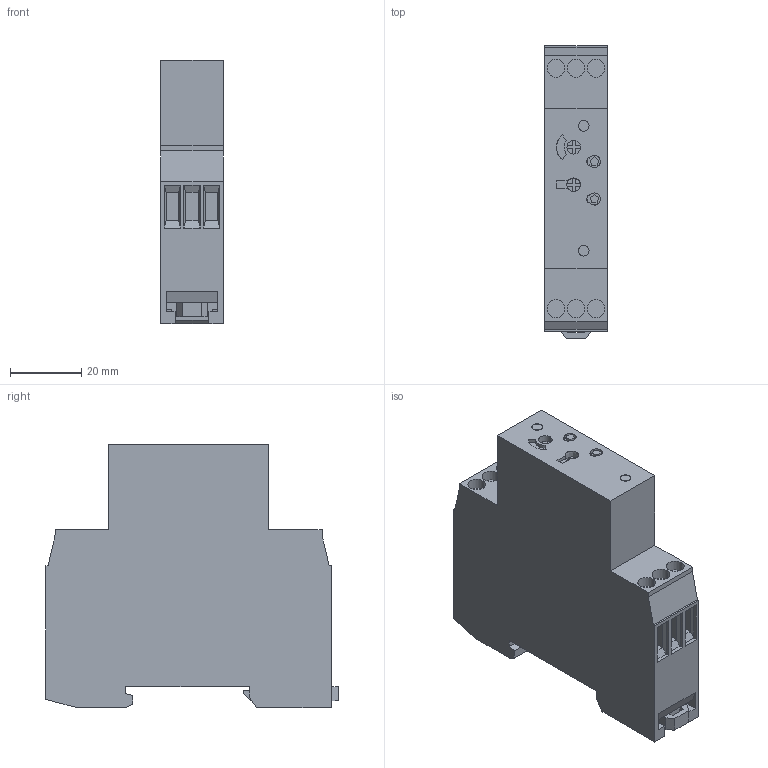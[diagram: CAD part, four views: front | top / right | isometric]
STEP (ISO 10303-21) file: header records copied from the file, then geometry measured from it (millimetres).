
FILE_DESCRIPTION(('CATIA V5R24 STEP','CAx-IF Rec.Pracs.--- Model Styling and Organization---1.2---2011-12-15'),'2;1');
FILE_NAME ('9969759_4_8647720000_S3D_TIMER_BTR-S.stp','2017-09-05T08:50:52+00:00',('none'),('Weidmueller'),'CATIA Version 5-6 Release 2014 SP4 HF52','CATIA V5 STEP AP214','none');
FILE_SCHEMA(('AUTOMOTIVE_DESIGN { 1 0 10303 214 1 1 1 1 }'));
Length unit declared in the file: millimetre
Products named in the file (1): 8647720000
Bounding box: 17.5 x 81.9 x 74 mm (x, y, z)
Volume: 81461.9 mm3; surface area: 18672.9 mm2
Topology: 9 solids, 9 shells, 267 faces, 637 edges, 409 vertices
Faces by surface type: plane 224, cylinder 34, extrusion 9
Entity records: 7659 total; most frequent: CARTESIAN_POINT 1574, ORIENTED_EDGE 1274, DIRECTION 964, EDGE_CURVE 633, VECTOR 519, LINE 510, VERTEX_POINT 405, EDGE_LOOP 290
